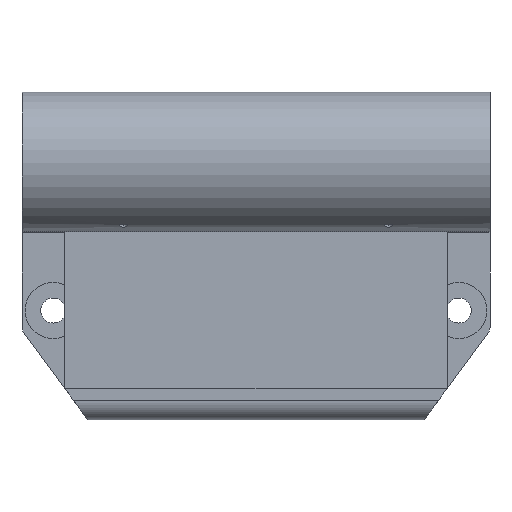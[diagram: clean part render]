
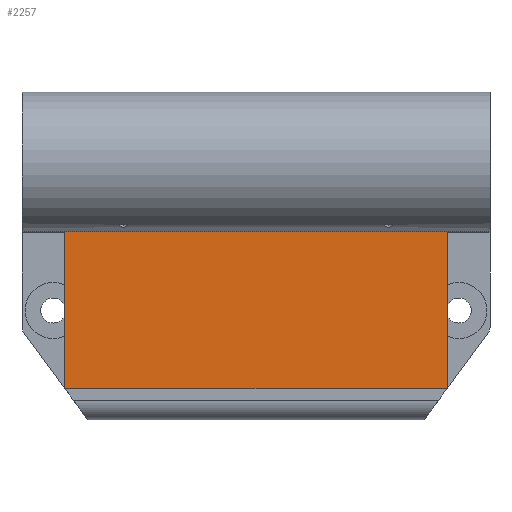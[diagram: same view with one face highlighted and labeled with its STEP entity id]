
A CAD part, left-side view. The second image highlights one B-rep face of the part: STEP entity #2257.
In plain terms, the highlighted planar face has unit normal (-1, 0, 0).
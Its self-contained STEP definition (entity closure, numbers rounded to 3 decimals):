
#149 = VERTEX_POINT('',#150);
#150 = CARTESIAN_POINT('',(-1.5,-5.5,-29.));
#164 = PLANE('',#165);
#165 = AXIS2_PLACEMENT_3D('',#166,#167,#168);
#166 = CARTESIAN_POINT('',(-1.5,-60.,-29.));
#167 = DIRECTION('',(1.,0.,0.));
#168 = DIRECTION('',(0.,1.,0.));
#192 = PLANE('',#193);
#193 = AXIS2_PLACEMENT_3D('',#194,#195,#196);
#194 = CARTESIAN_POINT('',(1.5,-5.5,-29.));
#195 = DIRECTION('',(0.,1.,0.));
#196 = DIRECTION('',(0.,0.,1.));
#1010 = EDGE_CURVE('',#1011,#149,#1013,.T.);
#1011 = VERTEX_POINT('',#1012);
#1012 = CARTESIAN_POINT('',(-1.5,-54.5,-29.));
#1013 = SURFACE_CURVE('',#1014,(#1018,#1025),.PCURVE_S1.);
#1014 = LINE('',#1015,#1016);
#1015 = CARTESIAN_POINT('',(-1.5,-60.,-29.));
#1016 = VECTOR('',#1017,1.);
#1017 = DIRECTION('',(0.,1.,0.));
#1018 = PCURVE('',#164,#1019);
#1019 = DEFINITIONAL_REPRESENTATION('',(#1020),#1024);
#1020 = LINE('',#1021,#1022);
#1021 = CARTESIAN_POINT('',(0.,0.));
#1022 = VECTOR('',#1023,1.);
#1023 = DIRECTION('',(1.,0.));
#1024 = ( GEOMETRIC_REPRESENTATION_CONTEXT(2) 
PARAMETRIC_REPRESENTATION_CONTEXT() REPRESENTATION_CONTEXT('2D SPACE',''
  ) );
#1025 = PCURVE('',#1026,#1031);
#1026 = PLANE('',#1027);
#1027 = AXIS2_PLACEMENT_3D('',#1028,#1029,#1030);
#1028 = CARTESIAN_POINT('',(-1.5,0.,-29.));
#1029 = DIRECTION('',(1.,0.,0.));
#1030 = DIRECTION('',(0.,-1.,0.));
#1031 = DEFINITIONAL_REPRESENTATION('',(#1032),#1036);
#1032 = LINE('',#1033,#1034);
#1033 = CARTESIAN_POINT('',(60.,0.));
#1034 = VECTOR('',#1035,1.);
#1035 = DIRECTION('',(-1.,0.));
#1036 = ( GEOMETRIC_REPRESENTATION_CONTEXT(2) 
PARAMETRIC_REPRESENTATION_CONTEXT() REPRESENTATION_CONTEXT('2D SPACE',''
  ) );
#1340 = EDGE_CURVE('',#149,#1341,#1343,.T.);
#1341 = VERTEX_POINT('',#1342);
#1342 = CARTESIAN_POINT('',(-1.5,-5.5,-9.));
#1343 = SURFACE_CURVE('',#1344,(#1348,#1355),.PCURVE_S1.);
#1344 = LINE('',#1345,#1346);
#1345 = CARTESIAN_POINT('',(-1.5,-5.5,-29.));
#1346 = VECTOR('',#1347,1.);
#1347 = DIRECTION('',(0.,0.,1.));
#1348 = PCURVE('',#192,#1349);
#1349 = DEFINITIONAL_REPRESENTATION('',(#1350),#1354);
#1350 = LINE('',#1351,#1352);
#1351 = CARTESIAN_POINT('',(0.,-3.));
#1352 = VECTOR('',#1353,1.);
#1353 = DIRECTION('',(1.,0.));
#1354 = ( GEOMETRIC_REPRESENTATION_CONTEXT(2) 
PARAMETRIC_REPRESENTATION_CONTEXT() REPRESENTATION_CONTEXT('2D SPACE',''
  ) );
#1355 = PCURVE('',#1026,#1356);
#1356 = DEFINITIONAL_REPRESENTATION('',(#1357),#1361);
#1357 = LINE('',#1358,#1359);
#1358 = CARTESIAN_POINT('',(5.5,0.));
#1359 = VECTOR('',#1360,1.);
#1360 = DIRECTION('',(0.,-1.));
#1361 = ( GEOMETRIC_REPRESENTATION_CONTEXT(2) 
PARAMETRIC_REPRESENTATION_CONTEXT() REPRESENTATION_CONTEXT('2D SPACE',''
  ) );
#1377 = PLANE('',#1378);
#1378 = AXIS2_PLACEMENT_3D('',#1379,#1380,#1381);
#1379 = CARTESIAN_POINT('',(1.5,-5.5,-9.));
#1380 = DIRECTION('',(0.,0.,-1.));
#1381 = DIRECTION('',(0.,1.,0.));
#1411 = PLANE('',#1412);
#1412 = AXIS2_PLACEMENT_3D('',#1413,#1414,#1415);
#1413 = CARTESIAN_POINT('',(1.5,-54.5,-29.));
#1414 = DIRECTION('',(0.,1.,0.));
#1415 = DIRECTION('',(0.,0.,1.));
#2035 = PLANE('',#2036);
#2036 = AXIS2_PLACEMENT_3D('',#2037,#2038,#2039);
#2037 = CARTESIAN_POINT('',(1.5,-54.5,-9.));
#2038 = DIRECTION('',(0.,0.,1.));
#2039 = DIRECTION('',(0.,-1.,0.));
#2257 = ADVANCED_FACE('',(#2258),#1026,.F.);
#2258 = FACE_BOUND('',#2259,.F.);
#2259 = EDGE_LOOP('',(#2260,#2283,#2284,#2285,#2308,#2336,#2364,#2392));
#2260 = ORIENTED_EDGE('',*,*,#2261,.F.);
#2261 = EDGE_CURVE('',#1011,#2262,#2264,.T.);
#2262 = VERTEX_POINT('',#2263);
#2263 = CARTESIAN_POINT('',(-1.5,-54.5,-9.));
#2264 = SURFACE_CURVE('',#2265,(#2269,#2276),.PCURVE_S1.);
#2265 = LINE('',#2266,#2267);
#2266 = CARTESIAN_POINT('',(-1.5,-54.5,-29.));
#2267 = VECTOR('',#2268,1.);
#2268 = DIRECTION('',(0.,0.,1.));
#2269 = PCURVE('',#1026,#2270);
#2270 = DEFINITIONAL_REPRESENTATION('',(#2271),#2275);
#2271 = LINE('',#2272,#2273);
#2272 = CARTESIAN_POINT('',(54.5,0.));
#2273 = VECTOR('',#2274,1.);
#2274 = DIRECTION('',(0.,-1.));
#2275 = ( GEOMETRIC_REPRESENTATION_CONTEXT(2) 
PARAMETRIC_REPRESENTATION_CONTEXT() REPRESENTATION_CONTEXT('2D SPACE',''
  ) );
#2276 = PCURVE('',#1411,#2277);
#2277 = DEFINITIONAL_REPRESENTATION('',(#2278),#2282);
#2278 = LINE('',#2279,#2280);
#2279 = CARTESIAN_POINT('',(0.,-3.));
#2280 = VECTOR('',#2281,1.);
#2281 = DIRECTION('',(1.,0.));
#2282 = ( GEOMETRIC_REPRESENTATION_CONTEXT(2) 
PARAMETRIC_REPRESENTATION_CONTEXT() REPRESENTATION_CONTEXT('2D SPACE',''
  ) );
#2283 = ORIENTED_EDGE('',*,*,#1010,.T.);
#2284 = ORIENTED_EDGE('',*,*,#1340,.T.);
#2285 = ORIENTED_EDGE('',*,*,#2286,.T.);
#2286 = EDGE_CURVE('',#1341,#2287,#2289,.T.);
#2287 = VERTEX_POINT('',#2288);
#2288 = CARTESIAN_POINT('',(-1.5,0.,-9.));
#2289 = SURFACE_CURVE('',#2290,(#2294,#2301),.PCURVE_S1.);
#2290 = LINE('',#2291,#2292);
#2291 = CARTESIAN_POINT('',(-1.5,-2.75,-9.));
#2292 = VECTOR('',#2293,1.);
#2293 = DIRECTION('',(0.,1.,0.));
#2294 = PCURVE('',#1026,#2295);
#2295 = DEFINITIONAL_REPRESENTATION('',(#2296),#2300);
#2296 = LINE('',#2297,#2298);
#2297 = CARTESIAN_POINT('',(2.75,-20.));
#2298 = VECTOR('',#2299,1.);
#2299 = DIRECTION('',(-1.,0.));
#2300 = ( GEOMETRIC_REPRESENTATION_CONTEXT(2) 
PARAMETRIC_REPRESENTATION_CONTEXT() REPRESENTATION_CONTEXT('2D SPACE',''
  ) );
#2301 = PCURVE('',#1377,#2302);
#2302 = DEFINITIONAL_REPRESENTATION('',(#2303),#2307);
#2303 = LINE('',#2304,#2305);
#2304 = CARTESIAN_POINT('',(2.75,-3.));
#2305 = VECTOR('',#2306,1.);
#2306 = DIRECTION('',(1.,0.));
#2307 = ( GEOMETRIC_REPRESENTATION_CONTEXT(2) 
PARAMETRIC_REPRESENTATION_CONTEXT() REPRESENTATION_CONTEXT('2D SPACE',''
  ) );
#2308 = ORIENTED_EDGE('',*,*,#2309,.T.);
#2309 = EDGE_CURVE('',#2287,#2310,#2312,.T.);
#2310 = VERTEX_POINT('',#2311);
#2311 = CARTESIAN_POINT('',(-1.5,0.,-8.874));
#2312 = SURFACE_CURVE('',#2313,(#2317,#2324),.PCURVE_S1.);
#2313 = LINE('',#2314,#2315);
#2314 = CARTESIAN_POINT('',(-1.5,0.,-29.));
#2315 = VECTOR('',#2316,1.);
#2316 = DIRECTION('',(0.,0.,1.));
#2317 = PCURVE('',#1026,#2318);
#2318 = DEFINITIONAL_REPRESENTATION('',(#2319),#2323);
#2319 = LINE('',#2320,#2321);
#2320 = CARTESIAN_POINT('',(0.,0.));
#2321 = VECTOR('',#2322,1.);
#2322 = DIRECTION('',(0.,-1.));
#2323 = ( GEOMETRIC_REPRESENTATION_CONTEXT(2) 
PARAMETRIC_REPRESENTATION_CONTEXT() REPRESENTATION_CONTEXT('2D SPACE',''
  ) );
#2324 = PCURVE('',#2325,#2330);
#2325 = PLANE('',#2326);
#2326 = AXIS2_PLACEMENT_3D('',#2327,#2328,#2329);
#2327 = CARTESIAN_POINT('',(1.5,0.,-29.));
#2328 = DIRECTION('',(0.,-1.,0.));
#2329 = DIRECTION('',(-1.,0.,0.));
#2330 = DEFINITIONAL_REPRESENTATION('',(#2331),#2335);
#2331 = LINE('',#2332,#2333);
#2332 = CARTESIAN_POINT('',(3.,0.));
#2333 = VECTOR('',#2334,1.);
#2334 = DIRECTION('',(0.,-1.));
#2335 = ( GEOMETRIC_REPRESENTATION_CONTEXT(2) 
PARAMETRIC_REPRESENTATION_CONTEXT() REPRESENTATION_CONTEXT('2D SPACE',''
  ) );
#2336 = ORIENTED_EDGE('',*,*,#2337,.F.);
#2337 = EDGE_CURVE('',#2338,#2310,#2340,.T.);
#2338 = VERTEX_POINT('',#2339);
#2339 = CARTESIAN_POINT('',(-1.5,-60.,-8.874));
#2340 = SURFACE_CURVE('',#2341,(#2345,#2352),.PCURVE_S1.);
#2341 = LINE('',#2342,#2343);
#2342 = CARTESIAN_POINT('',(-1.5,0.,-8.874));
#2343 = VECTOR('',#2344,1.);
#2344 = DIRECTION('',(0.,1.,0.));
#2345 = PCURVE('',#1026,#2346);
#2346 = DEFINITIONAL_REPRESENTATION('',(#2347),#2351);
#2347 = LINE('',#2348,#2349);
#2348 = CARTESIAN_POINT('',(0.,-20.126));
#2349 = VECTOR('',#2350,1.);
#2350 = DIRECTION('',(-1.,0.));
#2351 = ( GEOMETRIC_REPRESENTATION_CONTEXT(2) 
PARAMETRIC_REPRESENTATION_CONTEXT() REPRESENTATION_CONTEXT('2D SPACE',''
  ) );
#2352 = PCURVE('',#2353,#2358);
#2353 = CYLINDRICAL_SURFACE('',#2354,9.);
#2354 = AXIS2_PLACEMENT_3D('',#2355,#2356,#2357);
#2355 = CARTESIAN_POINT('',(0.,0.,0.));
#2356 = DIRECTION('',(0.,1.,0.));
#2357 = DIRECTION('',(1.,0.,0.));
#2358 = DEFINITIONAL_REPRESENTATION('',(#2359),#2363);
#2359 = LINE('',#2360,#2361);
#2360 = CARTESIAN_POINT('',(-4.545,0.));
#2361 = VECTOR('',#2362,1.);
#2362 = DIRECTION('',(-0.,1.));
#2363 = ( GEOMETRIC_REPRESENTATION_CONTEXT(2) 
PARAMETRIC_REPRESENTATION_CONTEXT() REPRESENTATION_CONTEXT('2D SPACE',''
  ) );
#2364 = ORIENTED_EDGE('',*,*,#2365,.F.);
#2365 = EDGE_CURVE('',#2366,#2338,#2368,.T.);
#2366 = VERTEX_POINT('',#2367);
#2367 = CARTESIAN_POINT('',(-1.5,-60.,-9.));
#2368 = SURFACE_CURVE('',#2369,(#2373,#2380),.PCURVE_S1.);
#2369 = LINE('',#2370,#2371);
#2370 = CARTESIAN_POINT('',(-1.5,-60.,-29.));
#2371 = VECTOR('',#2372,1.);
#2372 = DIRECTION('',(0.,0.,1.));
#2373 = PCURVE('',#1026,#2374);
#2374 = DEFINITIONAL_REPRESENTATION('',(#2375),#2379);
#2375 = LINE('',#2376,#2377);
#2376 = CARTESIAN_POINT('',(60.,0.));
#2377 = VECTOR('',#2378,1.);
#2378 = DIRECTION('',(0.,-1.));
#2379 = ( GEOMETRIC_REPRESENTATION_CONTEXT(2) 
PARAMETRIC_REPRESENTATION_CONTEXT() REPRESENTATION_CONTEXT('2D SPACE',''
  ) );
#2380 = PCURVE('',#2381,#2386);
#2381 = PLANE('',#2382);
#2382 = AXIS2_PLACEMENT_3D('',#2383,#2384,#2385);
#2383 = CARTESIAN_POINT('',(-1.5,-60.,-29.));
#2384 = DIRECTION('',(0.,1.,0.));
#2385 = DIRECTION('',(1.,0.,0.));
#2386 = DEFINITIONAL_REPRESENTATION('',(#2387),#2391);
#2387 = LINE('',#2388,#2389);
#2388 = CARTESIAN_POINT('',(0.,0.));
#2389 = VECTOR('',#2390,1.);
#2390 = DIRECTION('',(0.,-1.));
#2391 = ( GEOMETRIC_REPRESENTATION_CONTEXT(2) 
PARAMETRIC_REPRESENTATION_CONTEXT() REPRESENTATION_CONTEXT('2D SPACE',''
  ) );
#2392 = ORIENTED_EDGE('',*,*,#2393,.F.);
#2393 = EDGE_CURVE('',#2262,#2366,#2394,.T.);
#2394 = SURFACE_CURVE('',#2395,(#2399,#2406),.PCURVE_S1.);
#2395 = LINE('',#2396,#2397);
#2396 = CARTESIAN_POINT('',(-1.5,-27.25,-9.));
#2397 = VECTOR('',#2398,1.);
#2398 = DIRECTION('',(0.,-1.,0.));
#2399 = PCURVE('',#1026,#2400);
#2400 = DEFINITIONAL_REPRESENTATION('',(#2401),#2405);
#2401 = LINE('',#2402,#2403);
#2402 = CARTESIAN_POINT('',(27.25,-20.));
#2403 = VECTOR('',#2404,1.);
#2404 = DIRECTION('',(1.,0.));
#2405 = ( GEOMETRIC_REPRESENTATION_CONTEXT(2) 
PARAMETRIC_REPRESENTATION_CONTEXT() REPRESENTATION_CONTEXT('2D SPACE',''
  ) );
#2406 = PCURVE('',#2035,#2407);
#2407 = DEFINITIONAL_REPRESENTATION('',(#2408),#2412);
#2408 = LINE('',#2409,#2410);
#2409 = CARTESIAN_POINT('',(-27.25,-3.));
#2410 = VECTOR('',#2411,1.);
#2411 = DIRECTION('',(1.,0.));
#2412 = ( GEOMETRIC_REPRESENTATION_CONTEXT(2) 
PARAMETRIC_REPRESENTATION_CONTEXT() REPRESENTATION_CONTEXT('2D SPACE',''
  ) );
